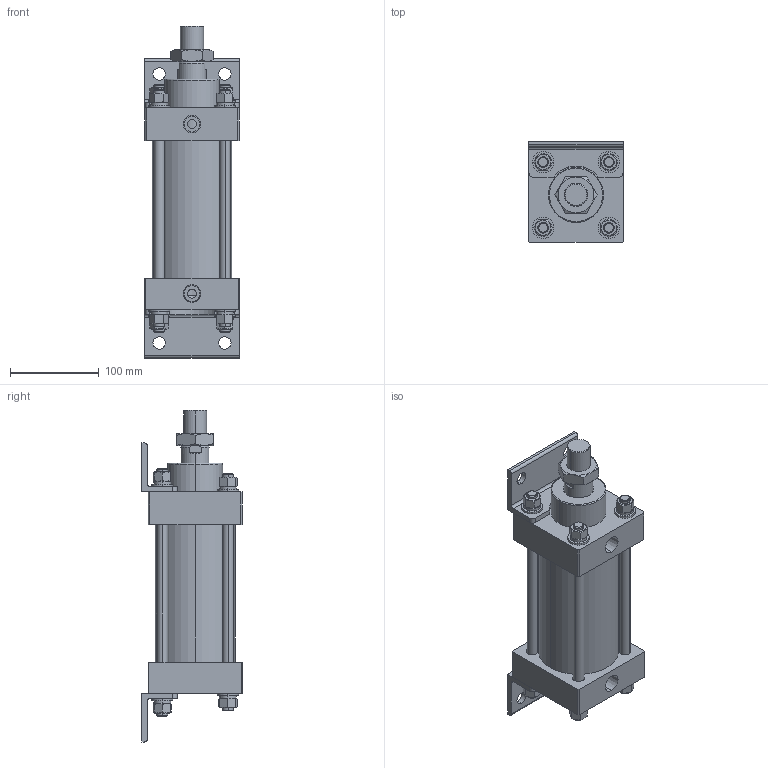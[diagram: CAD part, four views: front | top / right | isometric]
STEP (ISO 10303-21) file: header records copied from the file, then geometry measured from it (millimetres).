
FILE_DESCRIPTION (( 'STEP AP203' ), '1' );
FILE_NAME ('MOB-80-32-100-LB.STEP', '2021-04-28T03:46:32', ( '微软用户' ), ( '微软中国' ), 'SwSTEP 2.0', 'SolidWorks 2012', '' );
FILE_SCHEMA (( 'CONFIG_CONTROL_DESIGN' ));
Length unit declared in the file: millimetre
Products named in the file (12): MOB-80-32-100活塞杆; MOB-80-32-100綴裔; MOB-80-32-100掛极; MOB-80-32-100前盖; plain washers--product grade c gb_GB_FASTENER_WASHER_SMWC 12; MOB-80-32-100嶺裝; spring lock washers--normal type gb_GB_FASTENER_WASHER_SW 12; hex thin nuts-grades ab-chamfered gb_GB_FASTENER_NUT_STNAB  B M27-N; MOB-80-32-100-LB嶺裝; hex nuts 1-fine pitch-grades ab gb_GB_FASTENER_NUT_SNAB1XY M12X1.5-N; MOB-80-32-100-LB褐釱; MOB-80-32-100-LB
Assembly tree (35 placements, depth 2):
  MOB-80-32-100-LB
    MOB-80-32-100前盖
    MOB-80-32-100掛极
    MOB-80-32-100綴裔
    MOB-80-32-100活塞杆
    MOB-80-32-100嶺裝  x2
    plain washers--product grade c gb_GB_FASTENER_WASHER_SMWC 12  x8
    spring lock washers--normal type gb_GB_FASTENER_WASHER_SW 12  x8
    hex nuts 1-fine pitch-grades ab gb_GB_FASTENER_NUT_SNAB1XY M12X1.5-N  x8
    hex thin nuts-grades ab-chamfered gb_GB_FASTENER_NUT_STNAB  B M27-N
    MOB-80-32-100-LB褐釱  x2
    MOB-80-32-100-LB嶺裝  x2
Bounding box: 106 x 113 x 374 mm (x, y, z)
Volume: 1593708.3 mm3; surface area: 347980.1 mm2
Topology: 35 solids, 35 shells, 489 faces, 1108 edges, 700 vertices
Faces by surface type: plane 186, cylinder 180, cone 109, torus 14
Entity records: 8558 total; most frequent: CARTESIAN_POINT 1526, DIRECTION 1182, ORIENTED_EDGE 976, EDGE_CURVE 488, AXIS2_PLACEMENT_3D 484, VERTEX_POINT 308, EDGE_LOOP 262, CIRCLE 233
